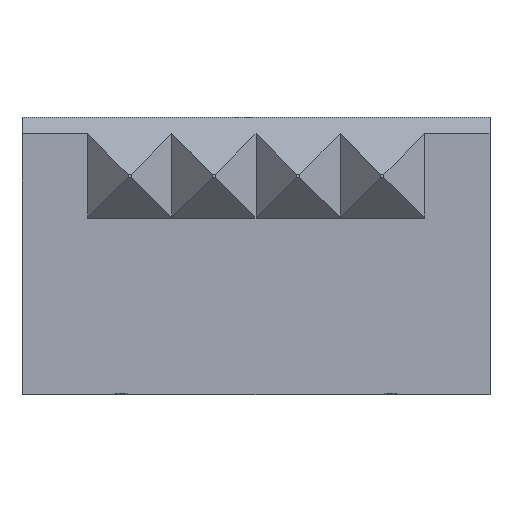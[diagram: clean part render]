
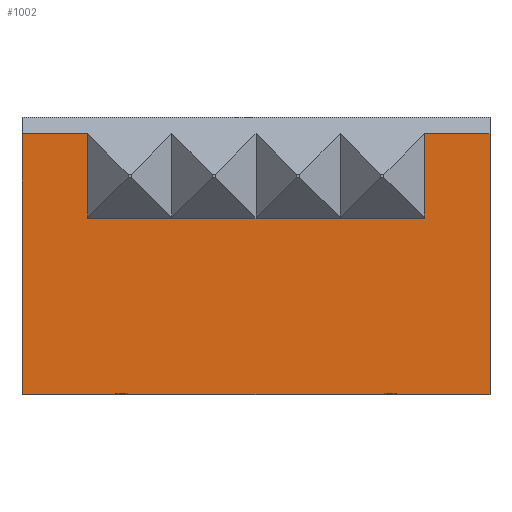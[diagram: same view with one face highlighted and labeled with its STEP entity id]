
A CAD part, top view. The second image highlights one B-rep face of the part: STEP entity #1002.
In plain terms, the highlighted planar face has unit normal (0, 0, 1).
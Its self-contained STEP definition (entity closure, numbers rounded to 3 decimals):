
#3 = LINE ( 'NONE', #94, #642 ) ;
#4 = VECTOR ( 'NONE', #399, 1000. ) ;
#39 = EDGE_CURVE ( 'NONE', #546, #1127, #1371, .T. ) ;
#63 = VERTEX_POINT ( 'NONE', #998 ) ;
#92 = ORIENTED_EDGE ( 'NONE', *, *, #1303, .F. ) ;
#94 = CARTESIAN_POINT ( 'NONE',  ( 27.8, 0., 6.871 ) ) ;
#115 = CARTESIAN_POINT ( 'NONE',  ( 27.8, 0., 6.871 ) ) ;
#122 = VECTOR ( 'NONE', #330, 1000. ) ;
#132 = CARTESIAN_POINT ( 'NONE',  ( 21.671, 0.075, 6.871 ) ) ;
#142 = VECTOR ( 'NONE', #1228, 1000. ) ;
#162 = CARTESIAN_POINT ( 'NONE',  ( 21.9, 0.075, 6.871 ) ) ;
#163 = LINE ( 'NONE', #688, #1088 ) ;
#164 = ORIENTED_EDGE ( 'NONE', *, *, #620, .F. ) ;
#182 = LINE ( 'NONE', #1457, #486 ) ;
#183 = VECTOR ( 'NONE', #189, 1000. ) ;
#184 = CARTESIAN_POINT ( 'NONE',  ( 6.586, 0., 6.871 ) ) ;
#187 = VERTEX_POINT ( 'NONE', #1359 ) ;
#189 = DIRECTION ( 'NONE',  ( -1., 0., 0. ) ) ;
#217 = CARTESIAN_POINT ( 'NONE',  ( 0., 15.5, 6.871 ) ) ;
#218 = FACE_OUTER_BOUND ( 'NONE', #547, .T. ) ;
#248 = CARTESIAN_POINT ( 'NONE',  ( 22.586, 0., 6.871 ) ) ;
#256 = CARTESIAN_POINT ( 'NONE',  ( 22.13, 0.075, 6.871 ) ) ;
#285 = EDGE_CURVE ( 'NONE', #492, #1378, #799, .T. ) ;
#293 = EDGE_CURVE ( 'NONE', #63, #450, #338, .T. ) ;
#295 = CARTESIAN_POINT ( 'NONE',  ( 5.671, 0.075, 6.871 ) ) ;
#312 = EDGE_CURVE ( 'NONE', #450, #1010, #1025, .T. ) ;
#319 = CARTESIAN_POINT ( 'NONE',  ( 5.214, 0., 6.871 ) ) ;
#327 = CARTESIAN_POINT ( 'NONE',  ( 23.9, 10.5, 6.871 ) ) ;
#330 = DIRECTION ( 'NONE',  ( 0., -1., 0. ) ) ;
#338 = B_SPLINE_CURVE_WITH_KNOTS ( 'NONE', 3,
 ( #248, #1268, #256, #584 ),
 .UNSPECIFIED., .F., .F.,
 ( 4, 4 ),
 ( 0., 0.001 ),
 .UNSPECIFIED. ) ;
#356 = CARTESIAN_POINT ( 'NONE',  ( 27.8, 10.5, 6.871 ) ) ;
#364 = ORIENTED_EDGE ( 'NONE', *, *, #1116, .F. ) ;
#365 = CARTESIAN_POINT ( 'NONE',  ( 5.9, 0.075, 6.871 ) ) ;
#366 = ORIENTED_EDGE ( 'NONE', *, *, #617, .T. ) ;
#372 = CARTESIAN_POINT ( 'NONE',  ( 6.586, 0., 6.871 ) ) ;
#377 = VECTOR ( 'NONE', #1474, 1000. ) ;
#392 = CARTESIAN_POINT ( 'NONE',  ( 21.214, 0., 6.871 ) ) ;
#399 = DIRECTION ( 'NONE',  ( 0., -1., 0. ) ) ;
#436 = ORIENTED_EDGE ( 'NONE', *, *, #705, .T. ) ;
#443 = DIRECTION ( 'NONE',  ( 0., -1., 0. ) ) ;
#450 = VERTEX_POINT ( 'NONE', #162 ) ;
#486 = VECTOR ( 'NONE', #556, 1000. ) ;
#492 = VERTEX_POINT ( 'NONE', #184 ) ;
#501 = CARTESIAN_POINT ( 'NONE',  ( 8.9, 10.5, 6.871 ) ) ;
#516 = EDGE_CURVE ( 'NONE', #1463, #1264, #848, .T. ) ;
#529 = VERTEX_POINT ( 'NONE', #1080 ) ;
#535 = VECTOR ( 'NONE', #928, 1000. ) ;
#541 = DIRECTION ( 'NONE',  ( 1., 0., 0. ) ) ;
#543 = EDGE_CURVE ( 'NONE', #854, #529, #1089, .T. ) ;
#546 = VERTEX_POINT ( 'NONE', #1206 ) ;
#547 = EDGE_LOOP ( 'NONE', ( #366, #1189, #778, #565, #596, #164, #92, #1372, #1462, #977, #364, #611, #672, #1471, #1284, #436, #1302 ) ) ;
#556 = DIRECTION ( 'NONE',  ( 1., 0., 0. ) ) ;
#565 = ORIENTED_EDGE ( 'NONE', *, *, #39, .F. ) ;
#584 = CARTESIAN_POINT ( 'NONE',  ( 21.9, 0.075, 6.871 ) ) ;
#596 = ORIENTED_EDGE ( 'NONE', *, *, #1180, .F. ) ;
#601 = CARTESIAN_POINT ( 'NONE',  ( 3.9, 10.5, 6.871 ) ) ;
#611 = ORIENTED_EDGE ( 'NONE', *, *, #285, .F. ) ;
#614 = CARTESIAN_POINT ( 'NONE',  ( 23.9, 16.5, 6.871 ) ) ;
#617 = EDGE_CURVE ( 'NONE', #854, #819, #717, .T. ) ;
#620 = EDGE_CURVE ( 'NONE', #866, #1023, #182, .T. ) ;
#642 = VECTOR ( 'NONE', #1250, 1000. ) ;
#670 = CARTESIAN_POINT ( 'NONE',  ( 3.9, 16.5, 6.871 ) ) ;
#672 = ORIENTED_EDGE ( 'NONE', *, *, #1329, .T. ) ;
#688 = CARTESIAN_POINT ( 'NONE',  ( 0., 0., 6.871 ) ) ;
#697 = CARTESIAN_POINT ( 'NONE',  ( 21.9, 0.075, 6.871 ) ) ;
#705 = EDGE_CURVE ( 'NONE', #63, #529, #1197, .T. ) ;
#717 = LINE ( 'NONE', #1242, #142 ) ;
#743 = VERTEX_POINT ( 'NONE', #327 ) ;
#745 = DIRECTION ( 'NONE',  ( 0., 0., -1. ) ) ;
#750 = EDGE_CURVE ( 'NONE', #1127, #743, #1328, .T. ) ;
#778 = ORIENTED_EDGE ( 'NONE', *, *, #750, .F. ) ;
#781 = CARTESIAN_POINT ( 'NONE',  ( 27.8, 0., 6.871 ) ) ;
#799 = B_SPLINE_CURVE_WITH_KNOTS ( 'NONE', 3,
 ( #372, #1036, #1031, #365 ),
 .UNSPECIFIED., .F., .F.,
 ( 4, 4 ),
 ( 0., 0.001 ),
 .UNSPECIFIED. ) ;
#819 = VERTEX_POINT ( 'NONE', #1014 ) ;
#848 = LINE ( 'NONE', #873, #183 ) ;
#853 = EDGE_CURVE ( 'NONE', #1264, #187, #163, .T. ) ;
#854 = VERTEX_POINT ( 'NONE', #911 ) ;
#866 = VERTEX_POINT ( 'NONE', #601 ) ;
#872 = CARTESIAN_POINT ( 'NONE',  ( 5.214, 0., 6.871 ) ) ;
#873 = CARTESIAN_POINT ( 'NONE',  ( 27.8, 15.5, 6.871 ) ) ;
#876 = LINE ( 'NONE', #890, #377 ) ;
#879 = DIRECTION ( 'NONE',  ( 1., 0., 0. ) ) ;
#890 = CARTESIAN_POINT ( 'NONE',  ( 27.8, 10.5, 6.871 ) ) ;
#911 = CARTESIAN_POINT ( 'NONE',  ( 27.8, 15.5, 6.871 ) ) ;
#928 = DIRECTION ( 'NONE',  ( 1., 0., 0. ) ) ;
#942 = CARTESIAN_POINT ( 'NONE',  ( 21.44, 0.049, 6.871 ) ) ;
#966 = AXIS2_PLACEMENT_3D ( 'NONE', #1319, #745, #1077 ) ;
#972 = VECTOR ( 'NONE', #879, 1000. ) ;
#977 = ORIENTED_EDGE ( 'NONE', *, *, #1198, .T. ) ;
#987 = CARTESIAN_POINT ( 'NONE',  ( 18.9, 10.5, 6.871 ) ) ;
#998 = CARTESIAN_POINT ( 'NONE',  ( 22.586, 0., 6.871 ) ) ;
#1002 = ADVANCED_FACE ( 'NONE', ( #218 ), #1082, .F. ) ;
#1010 = VERTEX_POINT ( 'NONE', #392 ) ;
#1014 = CARTESIAN_POINT ( 'NONE',  ( 23.9, 15.5, 6.871 ) ) ;
#1023 = VERTEX_POINT ( 'NONE', #501 ) ;
#1025 = B_SPLINE_CURVE_WITH_KNOTS ( 'NONE', 3,
 ( #697, #132, #942, #1052 ),
 .UNSPECIFIED., .F., .F.,
 ( 4, 4 ),
 ( 0.001, 0.001 ),
 .UNSPECIFIED. ) ;
#1031 = CARTESIAN_POINT ( 'NONE',  ( 6.13, 0.075, 6.871 ) ) ;
#1036 = CARTESIAN_POINT ( 'NONE',  ( 6.359, 0.049, 6.871 ) ) ;
#1052 = CARTESIAN_POINT ( 'NONE',  ( 21.214, 0., 6.871 ) ) ;
#1063 = EDGE_CURVE ( 'NONE', #743, #819, #1387, .T. ) ;
#1077 = DIRECTION ( 'NONE',  ( 0., 1., 0. ) ) ;
#1080 = CARTESIAN_POINT ( 'NONE',  ( 27.8, 0., 6.871 ) ) ;
#1082 = PLANE ( 'NONE',  #966 ) ;
#1088 = VECTOR ( 'NONE', #443, 1000. ) ;
#1089 = LINE ( 'NONE', #1331, #4 ) ;
#1097 = CARTESIAN_POINT ( 'NONE',  ( 5.44, 0.049, 6.871 ) ) ;
#1102 = LINE ( 'NONE', #670, #122 ) ;
#1116 = EDGE_CURVE ( 'NONE', #1378, #1244, #1259, .T. ) ;
#1127 = VERTEX_POINT ( 'NONE', #987 ) ;
#1136 = DIRECTION ( 'NONE',  ( 1., 0., 0. ) ) ;
#1140 = LINE ( 'NONE', #115, #535 ) ;
#1161 = VECTOR ( 'NONE', #1136, 1000. ) ;
#1176 = CARTESIAN_POINT ( 'NONE',  ( 3.9, 15.5, 6.871 ) ) ;
#1180 = EDGE_CURVE ( 'NONE', #1023, #546, #876, .T. ) ;
#1188 = DIRECTION ( 'NONE',  ( 0., 1., 0. ) ) ;
#1189 = ORIENTED_EDGE ( 'NONE', *, *, #1063, .F. ) ;
#1197 = LINE ( 'NONE', #781, #1216 ) ;
#1198 = EDGE_CURVE ( 'NONE', #187, #1244, #3, .T. ) ;
#1206 = CARTESIAN_POINT ( 'NONE',  ( 13.9, 10.5, 6.871 ) ) ;
#1216 = VECTOR ( 'NONE', #541, 1000. ) ;
#1228 = DIRECTION ( 'NONE',  ( -1., 0., 0. ) ) ;
#1242 = CARTESIAN_POINT ( 'NONE',  ( 27.8, 15.5, 6.871 ) ) ;
#1244 = VERTEX_POINT ( 'NONE', #319 ) ;
#1250 = DIRECTION ( 'NONE',  ( 1., 0., 0. ) ) ;
#1259 = B_SPLINE_CURVE_WITH_KNOTS ( 'NONE', 3,
 ( #1336, #295, #1097, #872 ),
 .UNSPECIFIED., .F., .F.,
 ( 4, 4 ),
 ( 0.001, 0.001 ),
 .UNSPECIFIED. ) ;
#1264 = VERTEX_POINT ( 'NONE', #217 ) ;
#1268 = CARTESIAN_POINT ( 'NONE',  ( 22.359, 0.049, 6.871 ) ) ;
#1284 = ORIENTED_EDGE ( 'NONE', *, *, #293, .F. ) ;
#1302 = ORIENTED_EDGE ( 'NONE', *, *, #543, .F. ) ;
#1303 = EDGE_CURVE ( 'NONE', #1463, #866, #1102, .T. ) ;
#1319 = CARTESIAN_POINT ( 'NONE',  ( 27.8, 16.5, 6.871 ) ) ;
#1328 = LINE ( 'NONE', #356, #1161 ) ;
#1329 = EDGE_CURVE ( 'NONE', #492, #1010, #1140, .T. ) ;
#1331 = CARTESIAN_POINT ( 'NONE',  ( 27.8, 0., 6.871 ) ) ;
#1336 = CARTESIAN_POINT ( 'NONE',  ( 5.9, 0.075, 6.871 ) ) ;
#1347 = VECTOR ( 'NONE', #1188, 1000. ) ;
#1359 = CARTESIAN_POINT ( 'NONE',  ( 0., 0., 6.871 ) ) ;
#1371 = LINE ( 'NONE', #1451, #972 ) ;
#1372 = ORIENTED_EDGE ( 'NONE', *, *, #516, .T. ) ;
#1378 = VERTEX_POINT ( 'NONE', #1479 ) ;
#1387 = LINE ( 'NONE', #614, #1347 ) ;
#1451 = CARTESIAN_POINT ( 'NONE',  ( 27.8, 10.5, 6.871 ) ) ;
#1457 = CARTESIAN_POINT ( 'NONE',  ( 27.8, 10.5, 6.871 ) ) ;
#1462 = ORIENTED_EDGE ( 'NONE', *, *, #853, .T. ) ;
#1463 = VERTEX_POINT ( 'NONE', #1176 ) ;
#1471 = ORIENTED_EDGE ( 'NONE', *, *, #312, .F. ) ;
#1474 = DIRECTION ( 'NONE',  ( 1., 0., 0. ) ) ;
#1479 = CARTESIAN_POINT ( 'NONE',  ( 5.9, 0.075, 6.871 ) ) ;
